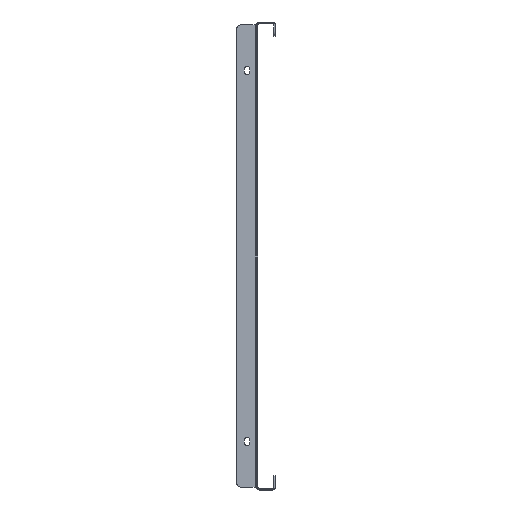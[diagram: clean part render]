
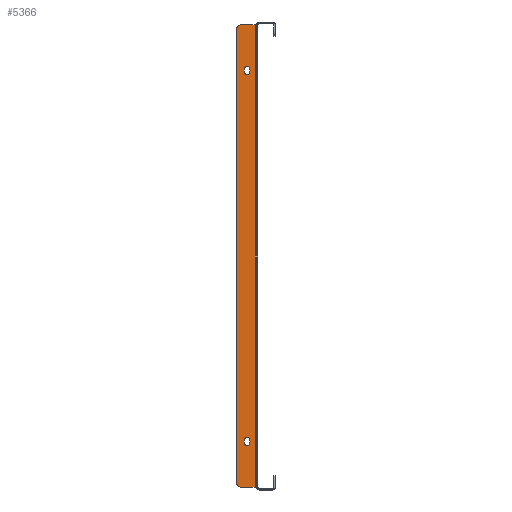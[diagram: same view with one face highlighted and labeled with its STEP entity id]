
A CAD part, left-side view. The second image highlights one B-rep face of the part: STEP entity #5366.
In plain terms, the highlighted planar face has unit normal (-1, 0, 0).
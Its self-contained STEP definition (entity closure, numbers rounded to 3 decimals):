
#99 = AXIS2_PLACEMENT_3D ( 'NONE', #14327, #20547, #4472 ) ;
#412 = EDGE_CURVE ( 'NONE', #23149, #19394, #8522, .T. ) ;
#491 = AXIS2_PLACEMENT_3D ( 'NONE', #17560, #25198, #9513 ) ;
#1052 = EDGE_CURVE ( 'NONE', #21942, #18156, #15511, .T. ) ;
#1252 = VERTEX_POINT ( 'NONE', #6255 ) ;
#1661 = ORIENTED_EDGE ( 'NONE', *, *, #15533, .F. ) ;
#1798 = CARTESIAN_POINT ( 'NONE',  ( -396., 7.25, 195.25 ) ) ;
#2015 = CARTESIAN_POINT ( 'NONE',  ( -396., 10., 198.75 ) ) ;
#2052 = DIRECTION ( 'NONE',  ( -1., 0., 0. ) ) ;
#2599 = VERTEX_POINT ( 'NONE', #25137 ) ;
#2745 = ORIENTED_EDGE ( 'NONE', *, *, #20612, .F. ) ;
#2751 = ORIENTED_EDGE ( 'NONE', *, *, #21533, .F. ) ;
#2929 = CARTESIAN_POINT ( 'NONE',  ( -396., 16., 245.5 ) ) ;
#3062 = PLANE ( 'NONE',  #9125 ) ;
#3072 = CARTESIAN_POINT ( 'NONE',  ( -396., 1.5, -245.5 ) ) ;
#3571 = DIRECTION ( 'NONE',  ( 0., -1., 0. ) ) ;
#3808 = EDGE_LOOP ( 'NONE', ( #19709, #5132, #2745, #22369 ) ) ;
#3838 = EDGE_CURVE ( 'NONE', #5724, #17559, #23580, .T. ) ;
#4004 = LINE ( 'NONE', #9626, #23125 ) ;
#4087 = LINE ( 'NONE', #10071, #5301 ) ;
#4342 = ORIENTED_EDGE ( 'NONE', *, *, #12240, .F. ) ;
#4472 = DIRECTION ( 'NONE',  ( 0., 1., 0. ) ) ;
#4502 = DIRECTION ( 'NONE',  ( 0., -1., 0. ) ) ;
#4571 = CIRCLE ( 'NONE', #8712, 2.75 ) ;
#4711 = CARTESIAN_POINT ( 'NONE',  ( -396., 7.25, -198.75 ) ) ;
#4994 = FACE_BOUND ( 'NONE', #3808, .T. ) ;
#5132 = ORIENTED_EDGE ( 'NONE', *, *, #25671, .F. ) ;
#5149 = EDGE_LOOP ( 'NONE', ( #8952, #8575, #4342, #14733 ) ) ;
#5301 = VECTOR ( 'NONE', #17990, 1000. ) ;
#5366 = ADVANCED_FACE ( 'NONE', ( #4994, #22908, #22647 ), #3062, .T. ) ;
#5644 = DIRECTION ( 'NONE',  ( 0., 0., 1. ) ) ;
#5724 = VERTEX_POINT ( 'NONE', #19114 ) ;
#6255 = CARTESIAN_POINT ( 'NONE',  ( -396., 12.75, -198.75 ) ) ;
#6273 = VECTOR ( 'NONE', #5644, 1000. ) ;
#6571 = CARTESIAN_POINT ( 'NONE',  ( -396., 1.5, 245.5 ) ) ;
#6825 = EDGE_CURVE ( 'NONE', #23997, #20365, #7516, .T. ) ;
#7396 = ORIENTED_EDGE ( 'NONE', *, *, #1052, .T. ) ;
#7516 = LINE ( 'NONE', #11410, #11037 ) ;
#7654 = DIRECTION ( 'NONE',  ( 0., 0., 1. ) ) ;
#8522 = LINE ( 'NONE', #13989, #22676 ) ;
#8575 = ORIENTED_EDGE ( 'NONE', *, *, #412, .F. ) ;
#8712 = AXIS2_PLACEMENT_3D ( 'NONE', #2015, #13701, #3571 ) ;
#8804 = EDGE_LOOP ( 'NONE', ( #1661, #21684, #2751, #7396, #11814, #23687 ) ) ;
#8952 = ORIENTED_EDGE ( 'NONE', *, *, #14129, .F. ) ;
#9125 = AXIS2_PLACEMENT_3D ( 'NONE', #13188, #25109, #17211 ) ;
#9462 = CIRCLE ( 'NONE', #16082, 5. ) ;
#9493 = DIRECTION ( 'NONE',  ( 0., 0., -1. ) ) ;
#9513 = DIRECTION ( 'NONE',  ( 0., 1., 0. ) ) ;
#9621 = VERTEX_POINT ( 'NONE', #12548 ) ;
#9626 = CARTESIAN_POINT ( 'NONE',  ( -396., 12.75, -195.25 ) ) ;
#9768 = CARTESIAN_POINT ( 'NONE',  ( -396., 21., 240.5 ) ) ;
#10024 = VERTEX_POINT ( 'NONE', #14509 ) ;
#10071 = CARTESIAN_POINT ( 'NONE',  ( -396., 12.75, 195.25 ) ) ;
#11004 = LINE ( 'NONE', #22548, #13969 ) ;
#11037 = VECTOR ( 'NONE', #7654, 1000. ) ;
#11231 = CARTESIAN_POINT ( 'NONE',  ( -396., 21., 245.5 ) ) ;
#11410 = CARTESIAN_POINT ( 'NONE',  ( -396., 1.5, 0. ) ) ;
#11441 = CARTESIAN_POINT ( 'NONE',  ( -396., 21., -240.5 ) ) ;
#11701 = CIRCLE ( 'NONE', #491, 2.75 ) ;
#11814 = ORIENTED_EDGE ( 'NONE', *, *, #19001, .F. ) ;
#12240 = EDGE_CURVE ( 'NONE', #1252, #23149, #11701, .T. ) ;
#12548 = CARTESIAN_POINT ( 'NONE',  ( -396., 12.75, 198.75 ) ) ;
#12938 = DIRECTION ( 'NONE',  ( 0., -1., 0. ) ) ;
#13188 = CARTESIAN_POINT ( 'NONE',  ( -396., 0., 0. ) ) ;
#13286 = DIRECTION ( 'NONE',  ( -1., 0., 0. ) ) ;
#13569 = AXIS2_PLACEMENT_3D ( 'NONE', #14363, #2052, #4502 ) ;
#13701 = DIRECTION ( 'NONE',  ( -1., 0., 0. ) ) ;
#13969 = VECTOR ( 'NONE', #12938, 1000. ) ;
#13989 = CARTESIAN_POINT ( 'NONE',  ( -396., 7.25, -195.25 ) ) ;
#14129 = EDGE_CURVE ( 'NONE', #19394, #2599, #22484, .T. ) ;
#14281 = DIRECTION ( 'NONE',  ( 0., -1., 0. ) ) ;
#14327 = CARTESIAN_POINT ( 'NONE',  ( -396., 10., -195.25 ) ) ;
#14363 = CARTESIAN_POINT ( 'NONE',  ( -396., 10., 195.25 ) ) ;
#14509 = CARTESIAN_POINT ( 'NONE',  ( -396., 12.75, 195.25 ) ) ;
#14733 = ORIENTED_EDGE ( 'NONE', *, *, #18435, .F. ) ;
#15205 = VECTOR ( 'NONE', #24342, 1000. ) ;
#15218 = CIRCLE ( 'NONE', #13569, 2.75 ) ;
#15359 = EDGE_CURVE ( 'NONE', #10024, #5724, #15218, .T. ) ;
#15406 = DIRECTION ( 'NONE',  ( 0., 0., 1. ) ) ;
#15511 = CIRCLE ( 'NONE', #18410, 5. ) ;
#15533 = EDGE_CURVE ( 'NONE', #22804, #20365, #11004, .T. ) ;
#15763 = CARTESIAN_POINT ( 'NONE',  ( -396., 7.25, 198.75 ) ) ;
#16082 = AXIS2_PLACEMENT_3D ( 'NONE', #16108, #19983, #14281 ) ;
#16108 = CARTESIAN_POINT ( 'NONE',  ( -396., 16., 240.5 ) ) ;
#16208 = EDGE_CURVE ( 'NONE', #22804, #25073, #9462, .T. ) ;
#16368 = CARTESIAN_POINT ( 'NONE',  ( -396., 16., -245.5 ) ) ;
#17211 = DIRECTION ( 'NONE',  ( 0., -1., 0. ) ) ;
#17559 = VERTEX_POINT ( 'NONE', #15763 ) ;
#17560 = CARTESIAN_POINT ( 'NONE',  ( -396., 10., -198.75 ) ) ;
#17990 = DIRECTION ( 'NONE',  ( 0., 0., -1. ) ) ;
#18156 = VERTEX_POINT ( 'NONE', #16368 ) ;
#18410 = AXIS2_PLACEMENT_3D ( 'NONE', #19390, #13286, #25088 ) ;
#18435 = EDGE_CURVE ( 'NONE', #2599, #1252, #4004, .T. ) ;
#19001 = EDGE_CURVE ( 'NONE', #23997, #18156, #20437, .T. ) ;
#19114 = CARTESIAN_POINT ( 'NONE',  ( -396., 7.25, 195.25 ) ) ;
#19390 = CARTESIAN_POINT ( 'NONE',  ( -396., 16., -240.5 ) ) ;
#19394 = VERTEX_POINT ( 'NONE', #20505 ) ;
#19709 = ORIENTED_EDGE ( 'NONE', *, *, #15359, .F. ) ;
#19923 = CARTESIAN_POINT ( 'NONE',  ( -396., 21., -245.5 ) ) ;
#19983 = DIRECTION ( 'NONE',  ( -1., 0., 0. ) ) ;
#20063 = DIRECTION ( 'NONE',  ( 0., 0., 1. ) ) ;
#20365 = VERTEX_POINT ( 'NONE', #6571 ) ;
#20437 = LINE ( 'NONE', #19923, #15205 ) ;
#20505 = CARTESIAN_POINT ( 'NONE',  ( -396., 7.25, -195.25 ) ) ;
#20506 = VECTOR ( 'NONE', #15406, 1000. ) ;
#20547 = DIRECTION ( 'NONE',  ( -1., 0., 0. ) ) ;
#20612 = EDGE_CURVE ( 'NONE', #17559, #9621, #4571, .T. ) ;
#21533 = EDGE_CURVE ( 'NONE', #21942, #25073, #25373, .T. ) ;
#21684 = ORIENTED_EDGE ( 'NONE', *, *, #16208, .T. ) ;
#21942 = VERTEX_POINT ( 'NONE', #11441 ) ;
#22369 = ORIENTED_EDGE ( 'NONE', *, *, #3838, .F. ) ;
#22484 = CIRCLE ( 'NONE', #99, 2.75 ) ;
#22548 = CARTESIAN_POINT ( 'NONE',  ( -396., 0., 245.5 ) ) ;
#22647 = FACE_OUTER_BOUND ( 'NONE', #8804, .T. ) ;
#22676 = VECTOR ( 'NONE', #20063, 1000. ) ;
#22804 = VERTEX_POINT ( 'NONE', #2929 ) ;
#22908 = FACE_BOUND ( 'NONE', #5149, .T. ) ;
#23125 = VECTOR ( 'NONE', #9493, 1000. ) ;
#23149 = VERTEX_POINT ( 'NONE', #4711 ) ;
#23580 = LINE ( 'NONE', #1798, #20506 ) ;
#23687 = ORIENTED_EDGE ( 'NONE', *, *, #6825, .T. ) ;
#23997 = VERTEX_POINT ( 'NONE', #3072 ) ;
#24342 = DIRECTION ( 'NONE',  ( 0., 1., 0. ) ) ;
#25073 = VERTEX_POINT ( 'NONE', #9768 ) ;
#25088 = DIRECTION ( 'NONE',  ( 0., -1., 0. ) ) ;
#25109 = DIRECTION ( 'NONE',  ( -1., 0., 0. ) ) ;
#25137 = CARTESIAN_POINT ( 'NONE',  ( -396., 12.75, -195.25 ) ) ;
#25198 = DIRECTION ( 'NONE',  ( -1., 0., 0. ) ) ;
#25373 = LINE ( 'NONE', #11231, #6273 ) ;
#25671 = EDGE_CURVE ( 'NONE', #9621, #10024, #4087, .T. ) ;
